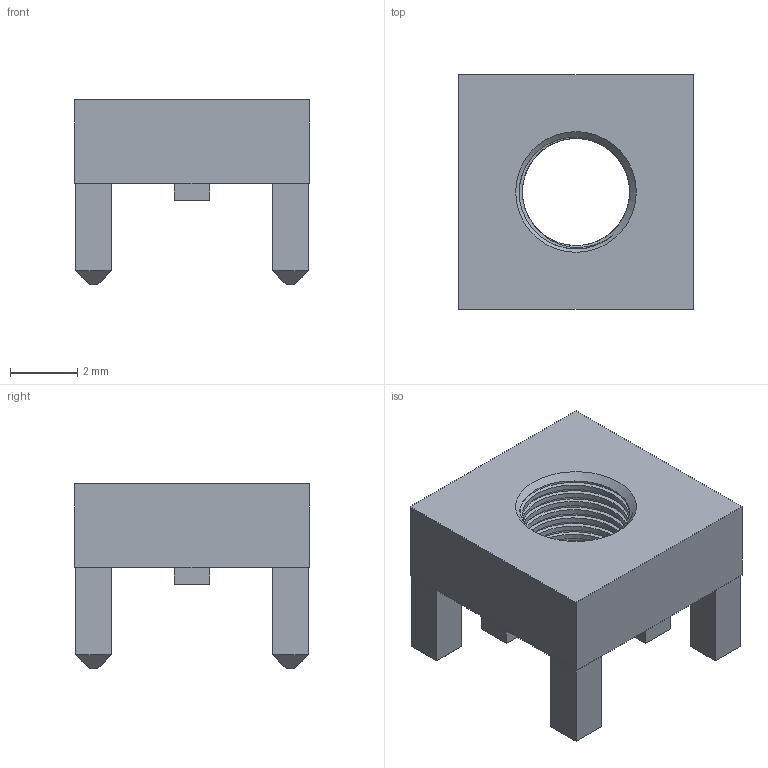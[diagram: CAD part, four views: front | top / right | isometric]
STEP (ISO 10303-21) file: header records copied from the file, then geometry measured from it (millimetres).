
FILE_DESCRIPTION(/* description */ ('Unknown'),/* implementation_level */ '2;1');
FILE_NAME(/* name */ 'MP_Wurth_WP-THRBU_74650073',/* time_stamp */ '2026-01-21T10:38:12+08:00',/* author */ ('Unknown'),/* organization */ ('Unknown'),/* preprocessor_version */ 'ST-DEVELOPER v19.4',/* originating_system */ 'Solid Edge',/* authorisation */ 'Unknown');
FILE_SCHEMA (('AUTOMOTIVE_DESIGN {1 0 10303 214 3 1 1}'));
Length unit declared in the file: millimetre
Products named in the file (1): MP_Wurth_WP-THRBU_74650073
Bounding box: 7 x 7 x 5.5 mm (x, y, z)
Volume: 115.7 mm3; surface area: 243.6 mm2
Topology: 1 solids, 1 shells, 67 faces, 155 edges, 98 vertices
Faces by surface type: plane 62, bspline 2, cylinder 2, cone 1
Entity records: 2736 total; most frequent: CARTESIAN_POINT 1216, ORIENTED_EDGE 306, DIRECTION 282, EDGE_CURVE 153, LINE 140, VECTOR 140, VERTEX_POINT 97, EDGE_LOOP 78
